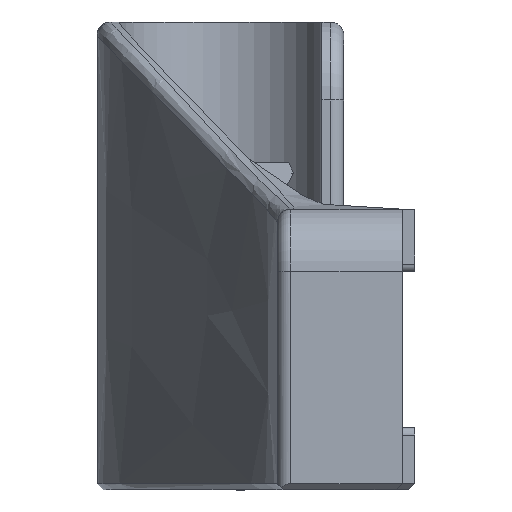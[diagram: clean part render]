
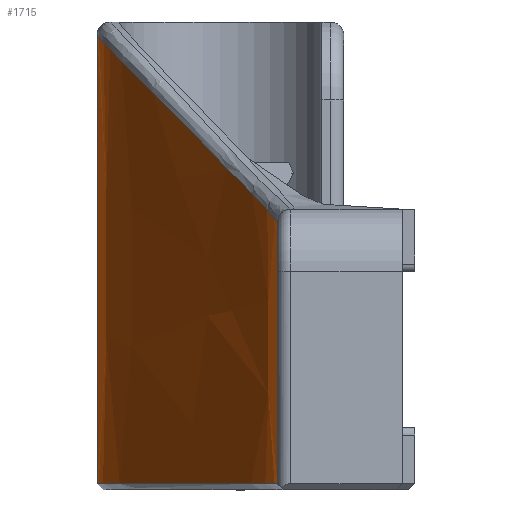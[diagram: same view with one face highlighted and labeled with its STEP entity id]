
A CAD part, left-side view. The second image highlights one B-rep face of the part: STEP entity #1715.
In plain terms, the highlighted free-form (B-spline) face has degree [3, 3] with [4, 8] control points.
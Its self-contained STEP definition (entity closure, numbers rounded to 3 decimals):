
#47=B_SPLINE_SURFACE_WITH_KNOTS('',3,3,((#3625,#3626,#3627,#3628,#3629,
#3630,#3631,#3632),(#3633,#3634,#3635,#3636,#3637,#3638,#3639,#3640),(#3641,
#3642,#3643,#3644,#3645,#3646,#3647,#3648),(#3649,#3650,#3651,#3652,#3653,
#3654,#3655,#3656)),.UNSPECIFIED.,.F.,.F.,.F.,(4,4),(4,1,1,1,1,4),(0.028,
0.987),(0.,0.143,0.286,0.571,
0.857,1.),.UNSPECIFIED.);
#63=B_SPLINE_CURVE_WITH_KNOTS('',3,(#2874,#2875,#2876,#2877,#2878,#2879,
#2880,#2881,#2882,#2883,#2884,#2885,#2886,#2887,#2888,#2889,#2890,#2891,
#2892),.UNSPECIFIED.,.F.,.F.,(4,1,1,2,1,1,1,1,2,1,1,1,2,4),(0.,
0.365,0.547,0.73,1.238,
1.366,1.747,2.256,2.765,2.963,
3.16,3.358,3.556,3.558),
 .UNSPECIFIED.);
#84=B_SPLINE_CURVE_WITH_KNOTS('',3,(#3462,#3463,#3464,#3465,#3466,#3467,
#3468,#3469),.UNSPECIFIED.,.F.,.F.,(4,1,1,1,1,4),(0.,
0.143,0.429,0.714,0.857,
1.),.UNSPECIFIED.);
#247=FACE_OUTER_BOUND('',#355,.T.);
#355=EDGE_LOOP('',(#1430,#1431,#1432,#1433));
#489=LINE('',#3624,#624);
#490=LINE('',#3657,#625);
#624=VECTOR('',#2248,10.);
#625=VECTOR('',#2249,10.);
#722=VERTEX_POINT('',#2871);
#723=VERTEX_POINT('',#2873);
#753=VERTEX_POINT('',#3220);
#796=VERTEX_POINT('',#3461);
#899=EDGE_CURVE('',#722,#723,#63,.T.);
#1010=EDGE_CURVE('',#753,#796,#84,.T.);
#1024=EDGE_CURVE('',#722,#796,#489,.T.);
#1025=EDGE_CURVE('',#753,#723,#490,.T.);
#1430=ORIENTED_EDGE('',*,*,#899,.F.);
#1431=ORIENTED_EDGE('',*,*,#1024,.T.);
#1432=ORIENTED_EDGE('',*,*,#1010,.F.);
#1433=ORIENTED_EDGE('',*,*,#1025,.T.);
#1715=ADVANCED_FACE('',(#247),#47,.T.);
#2248=DIRECTION('',(0.,0.,-1.));
#2249=DIRECTION('',(0.,0.,1.));
#2871=CARTESIAN_POINT('',(12.8,7.921,29.298));
#2873=CARTESIAN_POINT('',(-17.931,-3.636,17.298));
#2874=CARTESIAN_POINT('Ctrl Pts',(12.8,7.921,29.298));
#2875=CARTESIAN_POINT('Ctrl Pts',(11.508,7.921,29.276));
#2876=CARTESIAN_POINT('Ctrl Pts',(9.598,7.651,28.967));
#2877=CARTESIAN_POINT('Ctrl Pts',(7.275,6.973,28.26));
#2878=CARTESIAN_POINT('Ctrl Pts',(6.169,6.562,27.841));
#2879=CARTESIAN_POINT('Ctrl Pts',(4.123,5.735,27.007));
#2880=CARTESIAN_POINT('Ctrl Pts',(2.356,4.86,26.138));
#2881=CARTESIAN_POINT('Ctrl Pts',(-0.355,3.397,24.659));
#2882=CARTESIAN_POINT('Ctrl Pts',(-2.997,1.897,23.126));
#2883=CARTESIAN_POINT('Ctrl Pts',(-6.6,-0.142,
21.024));
#2884=CARTESIAN_POINT('Ctrl Pts',(-9.343,-1.487,19.653));
#2885=CARTESIAN_POINT('Ctrl Pts',(-11.333,-2.289,18.823));
#2886=CARTESIAN_POINT('Ctrl Pts',(-12.466,-2.709,18.383));
#2887=CARTESIAN_POINT('Ctrl Pts',(-14.225,-3.214,17.833));
#2888=CARTESIAN_POINT('Ctrl Pts',(-16.046,-3.552,17.435));
#2889=CARTESIAN_POINT('Ctrl Pts',(-17.291,-3.635,17.313));
#2890=CARTESIAN_POINT('Ctrl Pts',(-17.919,-3.636,17.298));
#2891=CARTESIAN_POINT('Ctrl Pts',(-17.925,-3.636,17.298));
#2892=CARTESIAN_POINT('Ctrl Pts',(-17.931,-3.636,17.298));
#3220=CARTESIAN_POINT('',(-17.931,-3.636,0.548));
#3461=CARTESIAN_POINT('',(12.8,7.921,0.548));
#3462=CARTESIAN_POINT('Ctrl Pts',(-17.931,-3.636,0.548));
#3463=CARTESIAN_POINT('Ctrl Pts',(-16.545,-3.636,0.548));
#3464=CARTESIAN_POINT('Ctrl Pts',(-12.303,-3.033,0.548));
#3465=CARTESIAN_POINT('Ctrl Pts',(-4.847,0.707,0.548));
#3466=CARTESIAN_POINT('Ctrl Pts',(2.726,5.275,0.548));
#3467=CARTESIAN_POINT('Ctrl Pts',(8.584,7.509,0.548));
#3468=CARTESIAN_POINT('Ctrl Pts',(11.414,7.921,0.548));
#3469=CARTESIAN_POINT('Ctrl Pts',(12.8,7.921,0.548));
#3624=CARTESIAN_POINT('',(12.8,7.921,30.148));
#3625=CARTESIAN_POINT('Ctrl Pts',(12.8,7.921,29.298));
#3626=CARTESIAN_POINT('Ctrl Pts',(11.411,7.921,29.298));
#3627=CARTESIAN_POINT('Ctrl Pts',(8.576,7.509,28.883));
#3628=CARTESIAN_POINT('Ctrl Pts',(2.718,5.274,26.631));
#3629=CARTESIAN_POINT('Ctrl Pts',(-4.843,0.707,22.018));
#3630=CARTESIAN_POINT('Ctrl Pts',(-12.293,-3.033,18.244));
#3631=CARTESIAN_POINT('Ctrl Pts',(-16.542,-3.636,17.638));
#3632=CARTESIAN_POINT('Ctrl Pts',(-17.931,-3.636,17.638));
#3633=CARTESIAN_POINT('Ctrl Pts',(12.8,7.921,19.715));
#3634=CARTESIAN_POINT('Ctrl Pts',(11.412,7.921,19.715));
#3635=CARTESIAN_POINT('Ctrl Pts',(8.579,7.509,19.453));
#3636=CARTESIAN_POINT('Ctrl Pts',(2.721,5.274,17.958));
#3637=CARTESIAN_POINT('Ctrl Pts',(-4.844,0.707,14.808));
#3638=CARTESIAN_POINT('Ctrl Pts',(-12.296,-3.033,12.265));
#3639=CARTESIAN_POINT('Ctrl Pts',(-16.543,-3.636,11.888));
#3640=CARTESIAN_POINT('Ctrl Pts',(-17.931,-3.636,11.888));
#3641=CARTESIAN_POINT('Ctrl Pts',(12.8,7.921,10.131));
#3642=CARTESIAN_POINT('Ctrl Pts',(11.413,7.921,10.131));
#3643=CARTESIAN_POINT('Ctrl Pts',(8.582,7.509,9.97));
#3644=CARTESIAN_POINT('Ctrl Pts',(2.724,5.274,9.18));
#3645=CARTESIAN_POINT('Ctrl Pts',(-4.846,0.707,7.661));
#3646=CARTESIAN_POINT('Ctrl Pts',(-12.3,-3.033,6.38));
#3647=CARTESIAN_POINT('Ctrl Pts',(-16.544,-3.636,6.138));
#3648=CARTESIAN_POINT('Ctrl Pts',(-17.931,-3.636,6.138));
#3649=CARTESIAN_POINT('Ctrl Pts',(12.8,7.921,0.548));
#3650=CARTESIAN_POINT('Ctrl Pts',(11.414,7.921,0.548));
#3651=CARTESIAN_POINT('Ctrl Pts',(8.584,7.509,0.542));
#3652=CARTESIAN_POINT('Ctrl Pts',(2.726,5.274,0.51));
#3653=CARTESIAN_POINT('Ctrl Pts',(-4.847,0.707,0.449));
#3654=CARTESIAN_POINT('Ctrl Pts',(-12.303,-3.033,0.398));
#3655=CARTESIAN_POINT('Ctrl Pts',(-16.545,-3.636,0.388));
#3656=CARTESIAN_POINT('Ctrl Pts',(-17.931,-3.636,0.388));
#3657=CARTESIAN_POINT('',(-17.931,-3.636,0.148));
